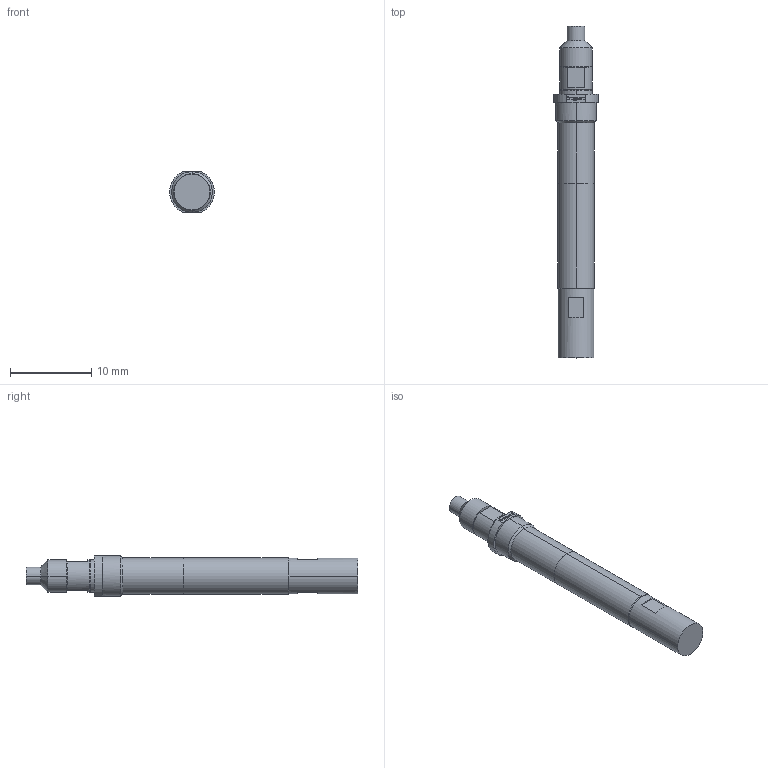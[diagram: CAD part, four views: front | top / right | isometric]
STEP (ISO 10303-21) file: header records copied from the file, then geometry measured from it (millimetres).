
FILE_DESCRIPTION (( 'STEP AP203' ), '1' );
FILE_NAME ('INGUN_HFS-860_353_051_A_xx43_Y52_M.STEP', '2021-10-19T09:15:06', ( 'ochi' ), ( '' ), 'SwSTEP 2.0', 'SolidWorks 2018', '' );
FILE_SCHEMA (( 'CONFIG_CONTROL_DESIGN' ));
Length unit declared in the file: millimetre
Products named in the file (1): INGUN_HFS-860_353_051_A_xx43_Y52_M
Bounding box: 5.48 x 40.9 x 5 mm (x, y, z)
Volume: 603.4 mm3; surface area: 620.2 mm2
Topology: 1 solids, 1 shells, 126 faces, 300 edges, 191 vertices
Faces by surface type: plane 62, cylinder 28, bspline 22, cone 14
Entity records: 4053 total; most frequent: CARTESIAN_POINT 1214, ORIENTED_EDGE 596, DIRECTION 508, EDGE_CURVE 298, VERTEX_POINT 191, AXIS2_PLACEMENT_3D 179, LINE 150, VECTOR 150
